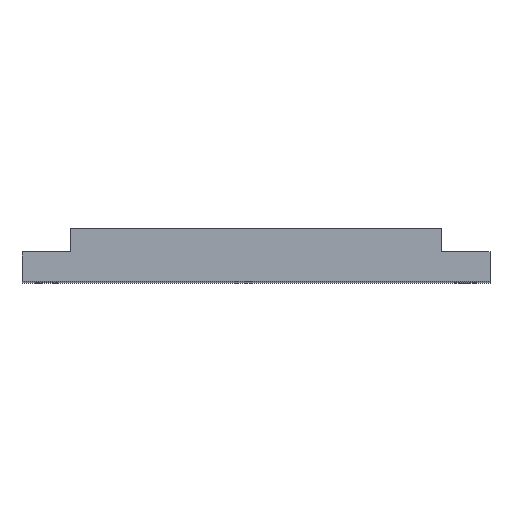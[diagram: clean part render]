
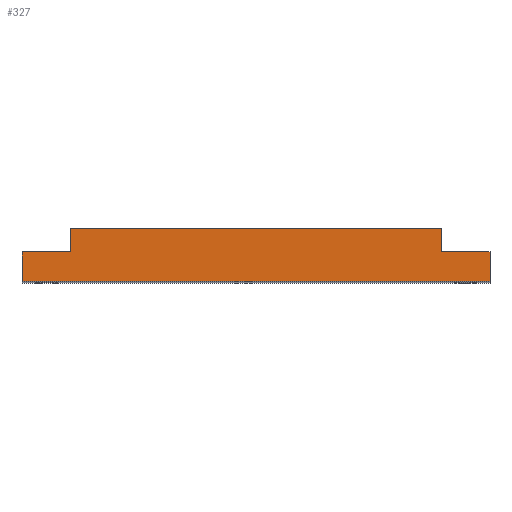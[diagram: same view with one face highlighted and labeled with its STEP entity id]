
A CAD part, top view. The second image highlights one B-rep face of the part: STEP entity #327.
In plain terms, the highlighted planar face has unit normal (0, 0, 1).
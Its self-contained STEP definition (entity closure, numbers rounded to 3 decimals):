
#18 = VERTEX_POINT ( 'NONE', #869 ) ;
#57 = DIRECTION ( 'NONE',  ( 0., 0., -1. ) ) ;
#77 = DIRECTION ( 'NONE',  ( 0., 1., 0. ) ) ;
#79 = EDGE_CURVE ( 'NONE', #981, #780, #502, .T. ) ;
#84 = LINE ( 'NONE', #585, #953 ) ;
#106 = CARTESIAN_POINT ( 'NONE',  ( 0., 6., 200. ) ) ;
#142 = VECTOR ( 'NONE', #1040, 1000. ) ;
#156 = VECTOR ( 'NONE', #1304, 1000. ) ;
#163 = CARTESIAN_POINT ( 'NONE',  ( 85.2, 10.7, 200. ) ) ;
#196 = CARTESIAN_POINT ( 'NONE',  ( 0., 0., 200. ) ) ;
#216 = CARTESIAN_POINT ( 'NONE',  ( 95., 6., 200. ) ) ;
#230 = ORIENTED_EDGE ( 'NONE', *, *, #1197, .T. ) ;
#262 = DIRECTION ( 'NONE',  ( 1., 0., 0. ) ) ;
#296 = DIRECTION ( 'NONE',  ( -1., 0., 0. ) ) ;
#308 = CARTESIAN_POINT ( 'NONE',  ( 95., 0., 200. ) ) ;
#327 = ADVANCED_FACE ( 'NONE', ( #1507 ), #1021, .F. ) ;
#390 = VERTEX_POINT ( 'NONE', #1044 ) ;
#436 = LINE ( 'NONE', #1499, #142 ) ;
#437 = VECTOR ( 'NONE', #924, 1000. ) ;
#444 = LINE ( 'NONE', #1147, #437 ) ;
#452 = VECTOR ( 'NONE', #262, 1000. ) ;
#455 = ORIENTED_EDGE ( 'NONE', *, *, #634, .F. ) ;
#497 = LINE ( 'NONE', #1230, #452 ) ;
#502 = LINE ( 'NONE', #1236, #643 ) ;
#534 = ORIENTED_EDGE ( 'NONE', *, *, #1313, .F. ) ;
#569 = ORIENTED_EDGE ( 'NONE', *, *, #1026, .F. ) ;
#585 = CARTESIAN_POINT ( 'NONE',  ( 85.2, 6., 200. ) ) ;
#596 = LINE ( 'NONE', #1201, #156 ) ;
#634 = EDGE_CURVE ( 'NONE', #18, #390, #1130, .T. ) ;
#640 = DIRECTION ( 'NONE',  ( 0., 1., 0. ) ) ;
#643 = VECTOR ( 'NONE', #982, 1000. ) ;
#660 = ORIENTED_EDGE ( 'NONE', *, *, #1056, .F. ) ;
#670 = EDGE_LOOP ( 'NONE', ( #230, #534, #455, #1591, #660, #1527, #938, #569 ) ) ;
#712 = DIRECTION ( 'NONE',  ( 1., 0., 0. ) ) ;
#727 = LINE ( 'NONE', #106, #917 ) ;
#780 = VERTEX_POINT ( 'NONE', #216 ) ;
#784 = EDGE_CURVE ( 'NONE', #1159, #18, #727, .T. ) ;
#869 = CARTESIAN_POINT ( 'NONE',  ( 9.8, 6., 200. ) ) ;
#917 = VECTOR ( 'NONE', #712, 1000. ) ;
#924 = DIRECTION ( 'NONE',  ( 0., 1., 0. ) ) ;
#938 = ORIENTED_EDGE ( 'NONE', *, *, #79, .T. ) ;
#953 = VECTOR ( 'NONE', #77, 1000. ) ;
#965 = VECTOR ( 'NONE', #640, 1000. ) ;
#981 = VERTEX_POINT ( 'NONE', #308 ) ;
#982 = DIRECTION ( 'NONE',  ( 0., 1., 0. ) ) ;
#1020 = VERTEX_POINT ( 'NONE', #1403 ) ;
#1021 = PLANE ( 'NONE',  #1453 ) ;
#1026 = EDGE_CURVE ( 'NONE', #1020, #780, #436, .T. ) ;
#1040 = DIRECTION ( 'NONE',  ( 1., 0., 0. ) ) ;
#1044 = CARTESIAN_POINT ( 'NONE',  ( 9.8, 10.7, 200. ) ) ;
#1056 = EDGE_CURVE ( 'NONE', #1292, #1159, #444, .T. ) ;
#1111 = CARTESIAN_POINT ( 'NONE',  ( 9.8, 6., 200. ) ) ;
#1130 = LINE ( 'NONE', #1111, #965 ) ;
#1147 = CARTESIAN_POINT ( 'NONE',  ( 0., 0., 200. ) ) ;
#1159 = VERTEX_POINT ( 'NONE', #1441 ) ;
#1197 = EDGE_CURVE ( 'NONE', #1020, #1542, #84, .T. ) ;
#1201 = CARTESIAN_POINT ( 'NONE',  ( 0., 0., 200. ) ) ;
#1230 = CARTESIAN_POINT ( 'NONE',  ( 9.8, 10.7, 200. ) ) ;
#1236 = CARTESIAN_POINT ( 'NONE',  ( 95., 0., 200. ) ) ;
#1244 = EDGE_CURVE ( 'NONE', #1292, #981, #596, .T. ) ;
#1287 = CARTESIAN_POINT ( 'NONE',  ( 0., 0., 200. ) ) ;
#1292 = VERTEX_POINT ( 'NONE', #196 ) ;
#1304 = DIRECTION ( 'NONE',  ( 1., 0., 0. ) ) ;
#1313 = EDGE_CURVE ( 'NONE', #390, #1542, #497, .T. ) ;
#1403 = CARTESIAN_POINT ( 'NONE',  ( 85.2, 6., 200. ) ) ;
#1441 = CARTESIAN_POINT ( 'NONE',  ( 0., 6., 200. ) ) ;
#1453 = AXIS2_PLACEMENT_3D ( 'NONE', #1287, #57, #296 ) ;
#1499 = CARTESIAN_POINT ( 'NONE',  ( 85.2, 6., 200. ) ) ;
#1507 = FACE_OUTER_BOUND ( 'NONE', #670, .T. ) ;
#1527 = ORIENTED_EDGE ( 'NONE', *, *, #1244, .T. ) ;
#1542 = VERTEX_POINT ( 'NONE', #163 ) ;
#1591 = ORIENTED_EDGE ( 'NONE', *, *, #784, .F. ) ;
